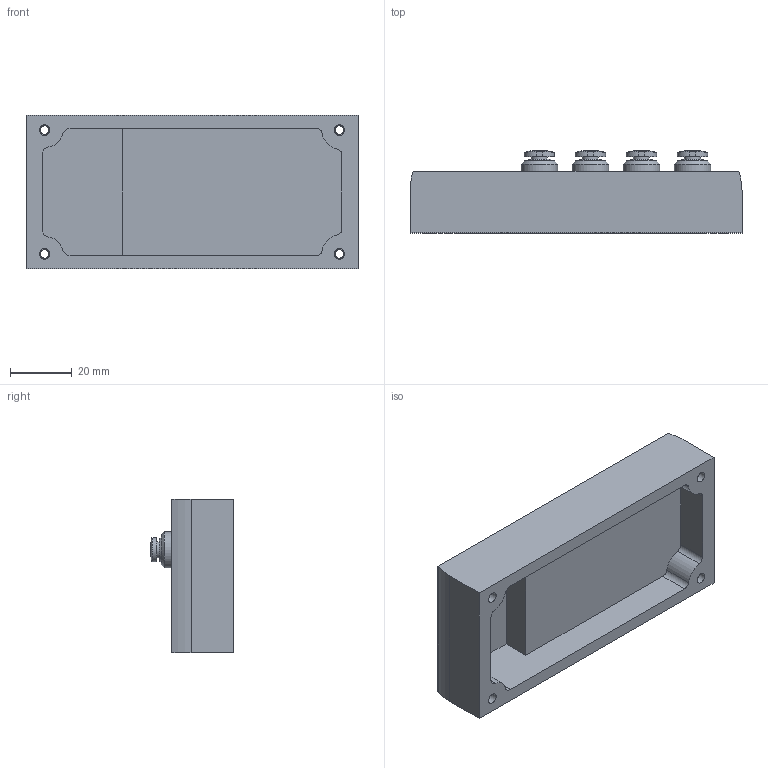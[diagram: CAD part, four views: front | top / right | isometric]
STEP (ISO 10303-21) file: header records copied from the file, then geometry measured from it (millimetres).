
FILE_DESCRIPTION(/* description */ ('STEP AP214'),/* implementation_level */ '2;1');
FILE_NAME(/* name */ '560361_CPX-4AE-P-B2',/* time_stamp */ '2024-08-07T18:17:41+02:00',/* author */ ('License CC BY-ND 4.0'),/* organization */ ('CADENAS'),/* preprocessor_version */ 'ST-DEVELOPER v19.3',/* originating_system */ 'PARTsolutions',/* authorisation */ ' ');
FILE_SCHEMA (('AUTOMOTIVE_DESIGN {1 0 10303 214 3 1 1}'));
Length unit declared in the file: millimetre
Products named in the file (1): 560361 CPX-4AE-P-B2
Bounding box: 107.3 x 26.6 x 49.7 mm (x, y, z)
Volume: 59864.6 mm3; surface area: 22723.8 mm2
Topology: 1 solids, 1 shells, 128 faces, 276 edges, 180 vertices
Faces by surface type: cylinder 58, plane 54, cone 16
Full cylindrical faces by diameter (mm): 2.8 x4, 3.4 x8, 4 x4, 5.2 x4, 7.5 x4, 11.8 x4
Entity records: 4228 total; most frequent: CARTESIAN_POINT 605, DIRECTION 594, ORIENTED_EDGE 456, AXIS2_PLACEMENT_3D 253, EDGE_CURVE 228, EDGE_LOOP 210, FACE_BOUND 210, VERTEX_POINT 176
